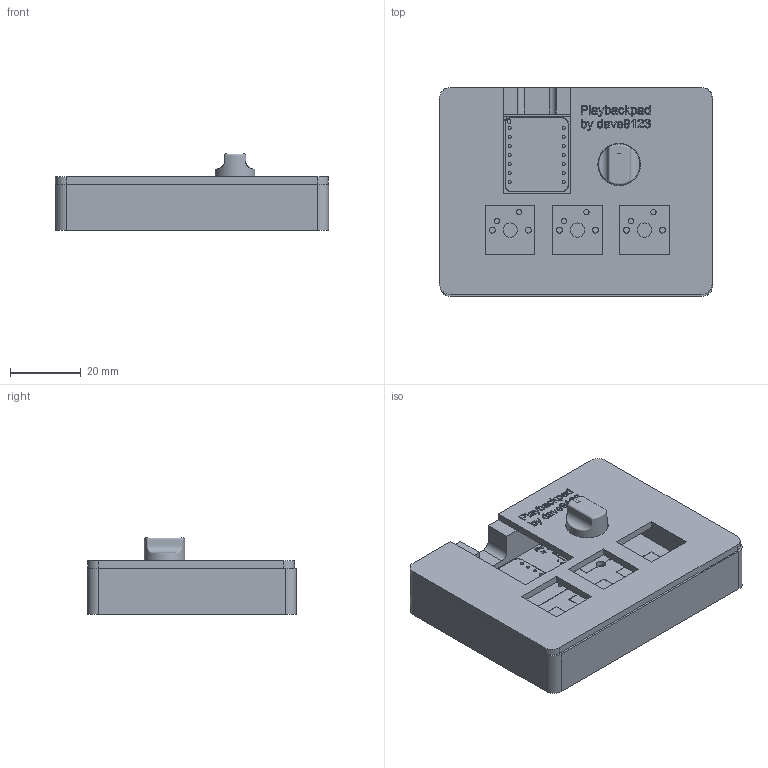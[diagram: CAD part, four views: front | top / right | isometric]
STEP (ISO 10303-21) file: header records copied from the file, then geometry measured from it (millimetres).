
FILE_DESCRIPTION(/* description */ ('','CAx-IF Rec.Pracs.---Representation and Presentation of Product Manufacturing Information (PMI)---4.0---2014-10-13'),/* implementation_level */ '2;1');
FILE_NAME(/* name */ 'design.step',/* time_stamp */ '2025-02-19T16:41:55+07:00',/* author */ (''),/* organization */ (''),/* preprocessor_version */ 'ST-DEVELOPER v20',/* originating_system */ 'Autodesk Translation Framework v13.20.0.188',/* authorisation */ '');
FILE_SCHEMA (('AP242_MANAGED_MODEL_BASED_3D_ENGINEERING_MIM_LF { 1 0 10303 442 1 1 4 }'));
Length unit declared in the file: millimetre
Products named in the file (6): Playbackpad Casing; playbackpad 1; playbackpad_silkscreen; playbackpad_PCB; Playbackpad Keys Sketch; knob with handle
Assembly tree (5 placements, depth 3):
  Playbackpad Casing
    playbackpad 1
      playbackpad_silkscreen
      playbackpad_PCB
    Playbackpad Keys Sketch
    knob with handle
Bounding box: 77.16 x 59 x 21.5 mm (x, y, z)
Volume: 41563.6 mm3; surface area: 30126.7 mm2
Topology: 5 solids, 55 shells, 649 faces, 2941 edges, 2383 vertices
Faces by surface type: bspline 363, plane 234, cylinder 51, other 1
Full cylindrical faces by diameter (mm): 0.889 x14, 1 x5, 1.5 x6, 1.7 x6, 2.529 x4, 2.6 x2, 4 x3, 12 x1
Entity records: 34656 total; most frequent: CARTESIAN_POINT 12852, ORIENTED_EDGE 4615, DIRECTION 3165, EDGE_CURVE 2941, VERTEX_POINT 2383, LINE 1857, VECTOR 1857, EDGE_LOOP 796
